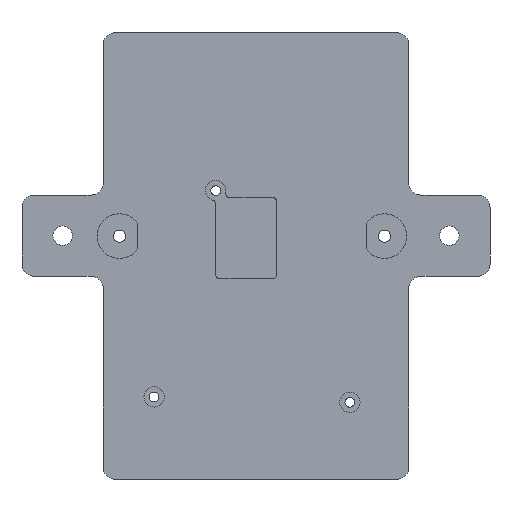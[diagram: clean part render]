
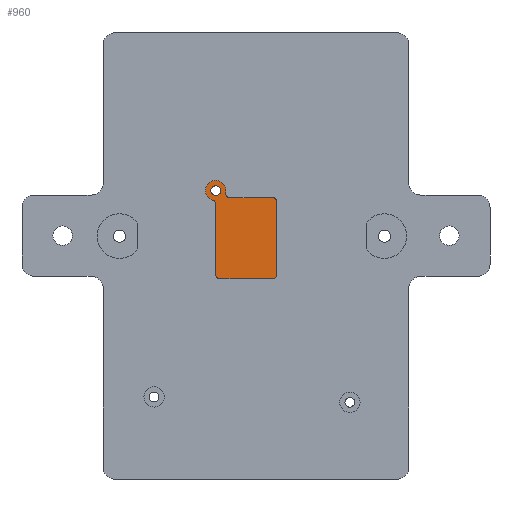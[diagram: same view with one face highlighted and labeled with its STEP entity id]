
A CAD part, front view. The second image highlights one B-rep face of the part: STEP entity #960.
In plain terms, the highlighted planar face has unit normal (0, -1, 0).
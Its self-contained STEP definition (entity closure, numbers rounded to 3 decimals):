
#15=FACE_BOUND('',#118,.T.);
#35=PLANE('',#1034);
#63=FACE_OUTER_BOUND('',#117,.T.);
#117=EDGE_LOOP('',(#661,#662,#663,#664,#665,#666,#667,#668,#669,#670));
#118=EDGE_LOOP('',(#671));
#190=LINE('',#1469,#273);
#193=LINE('',#1475,#276);
#194=LINE('',#1483,#277);
#195=LINE('',#1487,#278);
#273=VECTOR('',#1162,10.);
#276=VECTOR('',#1167,10.);
#277=VECTOR('',#1174,10.);
#278=VECTOR('',#1177,10.);
#356=CIRCLE('',#1031,1.);
#358=CIRCLE('',#1035,1.);
#359=CIRCLE('',#1036,2.5);
#360=CIRCLE('',#1037,1.);
#361=CIRCLE('',#1038,1.);
#362=CIRCLE('',#1039,1.);
#363=CIRCLE('',#1040,1.2);
#414=VERTEX_POINT('',#1459);
#415=VERTEX_POINT('',#1460);
#418=VERTEX_POINT('',#1468);
#420=VERTEX_POINT('',#1474);
#421=VERTEX_POINT('',#1476);
#422=VERTEX_POINT('',#1478);
#423=VERTEX_POINT('',#1480);
#424=VERTEX_POINT('',#1482);
#425=VERTEX_POINT('',#1484);
#426=VERTEX_POINT('',#1486);
#427=VERTEX_POINT('',#1489);
#510=EDGE_CURVE('',#414,#415,#356,.T.);
#514=EDGE_CURVE('',#418,#415,#190,.T.);
#517=EDGE_CURVE('',#414,#420,#193,.T.);
#518=EDGE_CURVE('',#421,#420,#358,.T.);
#519=EDGE_CURVE('',#421,#422,#359,.T.);
#520=EDGE_CURVE('',#423,#422,#360,.T.);
#521=EDGE_CURVE('',#423,#424,#194,.T.);
#522=EDGE_CURVE('',#425,#424,#361,.T.);
#523=EDGE_CURVE('',#425,#426,#195,.T.);
#524=EDGE_CURVE('',#418,#426,#362,.T.);
#525=EDGE_CURVE('',#427,#427,#363,.T.);
#661=ORIENTED_EDGE('',*,*,#510,.F.);
#662=ORIENTED_EDGE('',*,*,#517,.T.);
#663=ORIENTED_EDGE('',*,*,#518,.F.);
#664=ORIENTED_EDGE('',*,*,#519,.T.);
#665=ORIENTED_EDGE('',*,*,#520,.F.);
#666=ORIENTED_EDGE('',*,*,#521,.T.);
#667=ORIENTED_EDGE('',*,*,#522,.F.);
#668=ORIENTED_EDGE('',*,*,#523,.T.);
#669=ORIENTED_EDGE('',*,*,#524,.F.);
#670=ORIENTED_EDGE('',*,*,#514,.T.);
#671=ORIENTED_EDGE('',*,*,#525,.T.);
#960=ADVANCED_FACE('',(#63,#15),#35,.T.);
#1031=AXIS2_PLACEMENT_3D('',#1461,#1154,#1155);
#1034=AXIS2_PLACEMENT_3D('',#1473,#1165,#1166);
#1035=AXIS2_PLACEMENT_3D('',#1477,#1168,#1169);
#1036=AXIS2_PLACEMENT_3D('',#1479,#1170,#1171);
#1037=AXIS2_PLACEMENT_3D('',#1481,#1172,#1173);
#1038=AXIS2_PLACEMENT_3D('',#1485,#1175,#1176);
#1039=AXIS2_PLACEMENT_3D('',#1488,#1178,#1179);
#1040=AXIS2_PLACEMENT_3D('',#1490,#1180,#1181);
#1154=DIRECTION('center_axis',(0.,1.,0.));
#1155=DIRECTION('ref_axis',(0.707,0.,0.707));
#1162=DIRECTION('',(0.,0.,1.));
#1165=DIRECTION('center_axis',(0.,-1.,0.));
#1166=DIRECTION('ref_axis',(1.,0.,0.));
#1167=DIRECTION('',(-1.,0.,0.));
#1168=DIRECTION('center_axis',(0.,-1.,0.));
#1169=DIRECTION('ref_axis',(-0.776,0.,-0.631));
#1170=DIRECTION('center_axis',(0.,-1.,0.));
#1171=DIRECTION('ref_axis',(1.,0.,0.));
#1172=DIRECTION('center_axis',(0.,-1.,0.));
#1173=DIRECTION('ref_axis',(0.802,0.,0.598));
#1174=DIRECTION('',(0.,0.,-1.));
#1175=DIRECTION('center_axis',(0.,1.,0.));
#1176=DIRECTION('ref_axis',(-0.707,0.,-0.707));
#1177=DIRECTION('',(1.,0.,0.));
#1178=DIRECTION('center_axis',(0.,1.,0.));
#1179=DIRECTION('ref_axis',(0.707,0.,-0.707));
#1180=DIRECTION('center_axis',(0.,1.,0.));
#1181=DIRECTION('ref_axis',(1.,0.,0.));
#1459=CARTESIAN_POINT('',(-33.5,-2.,-40.614));
#1460=CARTESIAN_POINT('',(-32.5,-2.,-41.614));
#1461=CARTESIAN_POINT('Origin',(-33.5,-2.,-41.614));
#1468=CARTESIAN_POINT('',(-32.5,-2.,-59.614));
#1469=CARTESIAN_POINT('',(-32.5,-2.,-40.614));
#1473=CARTESIAN_POINT('Origin',(-41.25,-2.,-48.507));
#1474=CARTESIAN_POINT('',(-44.073,-2.,-40.614));
#1475=CARTESIAN_POINT('',(-47.5,-2.,-40.614));
#1476=CARTESIAN_POINT('',(-45.052,-2.,-39.41));
#1477=CARTESIAN_POINT('Origin',(-44.073,-2.,-39.614));
#1478=CARTESIAN_POINT('',(-48.214,-2.,-41.296));
#1479=CARTESIAN_POINT('Origin',(-47.5,-2.,-38.9));
#1480=CARTESIAN_POINT('',(-47.5,-2.,-42.254));
#1481=CARTESIAN_POINT('Origin',(-48.5,-2.,-42.254));
#1482=CARTESIAN_POINT('',(-47.5,-2.,-59.614));
#1483=CARTESIAN_POINT('',(-47.5,-2.,-60.614));
#1484=CARTESIAN_POINT('',(-46.5,-2.,-60.614));
#1485=CARTESIAN_POINT('Origin',(-46.5,-2.,-59.614));
#1486=CARTESIAN_POINT('',(-33.5,-2.,-60.614));
#1487=CARTESIAN_POINT('',(-32.5,-2.,-60.614));
#1488=CARTESIAN_POINT('Origin',(-33.5,-2.,-59.614));
#1489=CARTESIAN_POINT('',(-48.7,-2.,-38.9));
#1490=CARTESIAN_POINT('Origin',(-47.5,-2.,-38.9));
